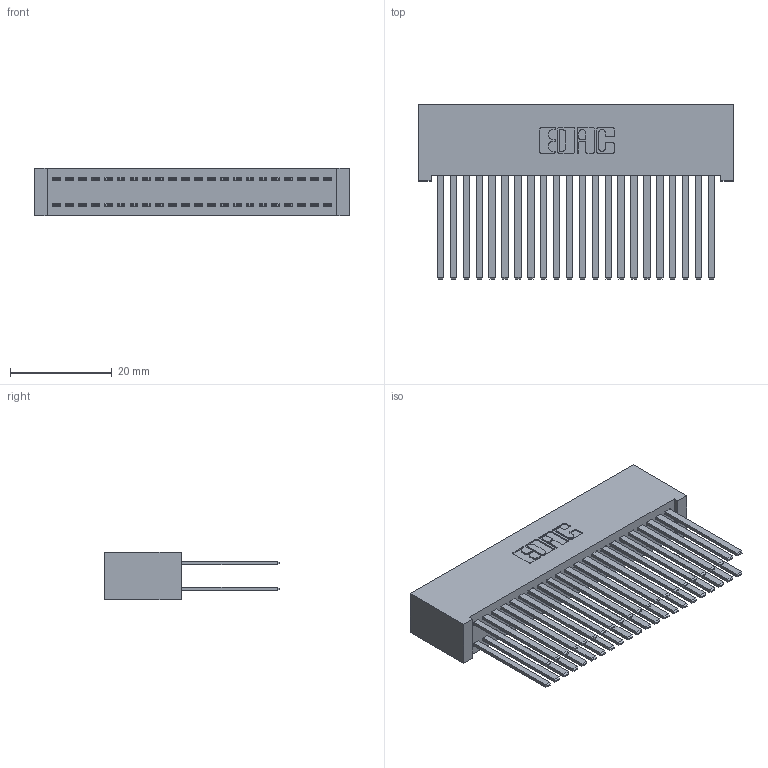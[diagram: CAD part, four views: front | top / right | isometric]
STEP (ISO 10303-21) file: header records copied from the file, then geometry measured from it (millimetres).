
FILE_DESCRIPTION (( 'STEP AP203' ), '1' );
FILE_NAME ('392-044-544-201.STEP', '2019-10-07T22:32:23', ( '' ), ( '' ), 'SwSTEP 2.0', 'SolidWorks 2016', '' );
FILE_SCHEMA (( 'CONFIG_CONTROL_DESIGN' ));
Length unit declared in the file: inch
Products named in the file (3): 342 Part_Lugless; 345-292-001_345-293-144; 392-044-544-201
Assembly tree (45 placements, depth 2):
  392-044-544-201
    342 Part_Lugless
    345-292-001_345-293-144  x44
Bounding box: 62.13 x 34.3 x 9.4 mm (x, y, z)
Volume: 6543.9 mm3; surface area: 12313.3 mm2
Topology: 45 solids, 45 shells, 2126 faces, 6303 edges, 4142 vertices
Faces by surface type: plane 1470, cylinder 656
Entity records: 16147 total; most frequent: CARTESIAN_POINT 2694, ORIENTED_EDGE 2630, DIRECTION 2327, EDGE_CURVE 1315, LINE 1199, VECTOR 1199, VERTEX_POINT 874, AXIS2_PLACEMENT_3D 564
